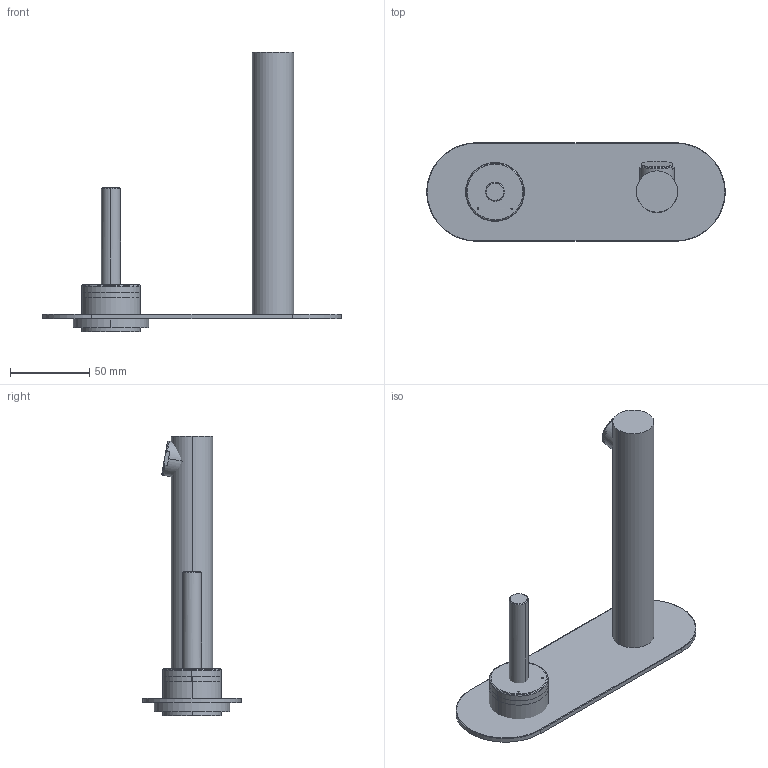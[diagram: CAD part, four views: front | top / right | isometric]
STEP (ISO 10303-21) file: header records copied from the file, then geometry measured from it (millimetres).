
FILE_DESCRIPTION((''),'2;1');
FILE_NAME('010-611-EMSERIES','2021-03-26T13:22:44',('mliu'),(''),'CREO PARAMETRIC BY PTC INC, 2020053','CREO PARAMETRIC BY PTC INC, 2020053','');
FILE_SCHEMA(('CONFIG_CONTROL_DESIGN'));
Length unit declared in the file: millimetre
Products named in the file (1): 010-611-EMSERIES
Bounding box: 188 x 62 x 176.14 mm (x, y, z)
Volume: 172685.3 mm3; surface area: 54625.7 mm2
Topology: 6 solids, 8 shells, 128 faces, 289 edges, 185 vertices
Faces by surface type: cylinder 44, plane 33, torus 20, bspline 19, cone 10, sphere 2
Entity records: 9527 total; most frequent: CARTESIAN_POINT 6715, DIRECTION 566, ORIENTED_EDGE 566, EDGE_CURVE 285, AXIS2_PLACEMENT_3D 249, VERTEX_POINT 185, EDGE_LOOP 144, CIRCLE 139
